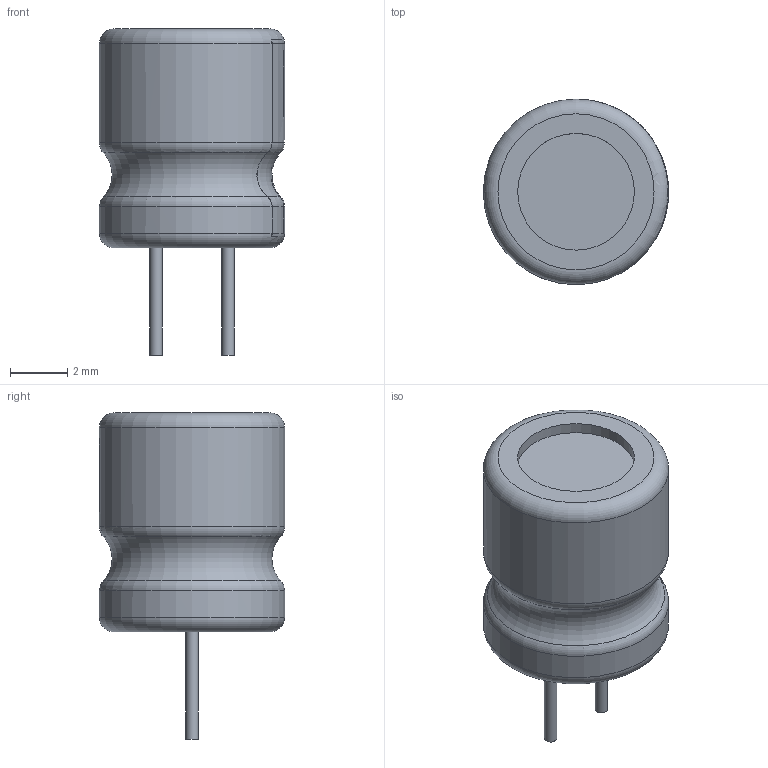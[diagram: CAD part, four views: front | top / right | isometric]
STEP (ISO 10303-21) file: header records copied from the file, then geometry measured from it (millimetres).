
FILE_DESCRIPTION(/* description */ (''),/* implementation_level */ '2;1');
FILE_NAME(/* name */ 'CAPTH220-16.stp',/* time_stamp */ '2017-08-10T08:39:25-04:00',/* author */ ('jstrelchuk'),/* organization */ (''),/* preprocessor_version */ 'ST-DEVELOPER v16.1',/* originating_system */ 'Autodesk Inventor 2016',/* authorisation */ '');
FILE_SCHEMA (('AUTOMOTIVE_DESIGN { 1 0 10303 214 3 1 1 }'));
Length unit declared in the file: inch
Products named in the file (1): CAPTH220-16
Bounding box: 6.45 x 6.45 x 11.35 mm (x, y, z)
Volume: 227.6 mm3; surface area: 232.6 mm2
Topology: 1 solids, 1 shells, 144 faces, 379 edges, 252 vertices
Faces by surface type: bspline 60, plane 50, cylinder 21, torus 13
Full cylindrical faces by diameter (mm): 0.432 x2, 4.064 x2
Entity records: 5955 total; most frequent: CARTESIAN_POINT 2752, ORIENTED_EDGE 742, DIRECTION 462, EDGE_CURVE 371, VERTEX_POINT 250, EDGE_LOOP 165, LINE 154, VECTOR 154
